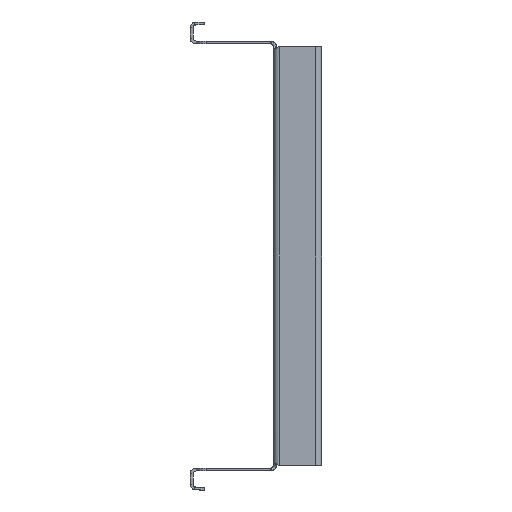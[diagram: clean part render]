
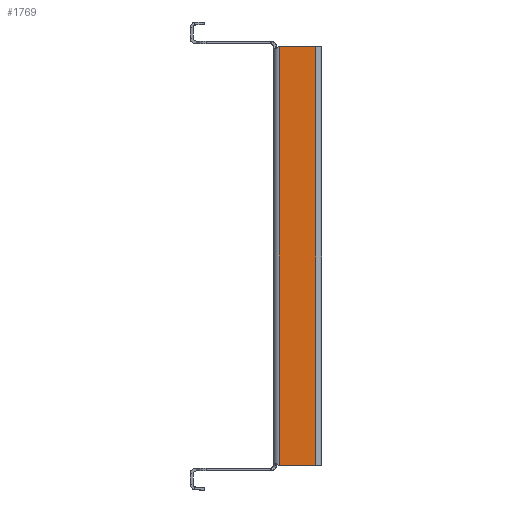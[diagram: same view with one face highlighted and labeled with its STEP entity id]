
A CAD part, left-side view. The second image highlights one B-rep face of the part: STEP entity #1769.
In plain terms, the highlighted planar face has unit normal (-1, 0, 0).
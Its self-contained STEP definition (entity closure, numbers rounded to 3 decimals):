
#313 = VERTEX_POINT ( 'NONE', #6686 ) ;
#1074 = DIRECTION ( 'NONE',  ( 0., 0., -1. ) ) ;
#1477 = CARTESIAN_POINT ( 'NONE',  ( -230., 0., -143. ) ) ;
#1531 = DIRECTION ( 'NONE',  ( 0., 0., 1. ) ) ;
#1589 = EDGE_CURVE ( 'NONE', #313, #2150, #4824, .T. ) ;
#1769 = ADVANCED_FACE ( 'NONE', ( #6272 ), #6958, .T. ) ;
#1787 = AXIS2_PLACEMENT_3D ( 'NONE', #9358, #10262, #6911 ) ;
#2150 = VERTEX_POINT ( 'NONE', #6343 ) ;
#2992 = CARTESIAN_POINT ( 'NONE',  ( -230., -29., 143. ) ) ;
#3161 = LINE ( 'NONE', #1477, #9160 ) ;
#3324 = ORIENTED_EDGE ( 'NONE', *, *, #7490, .T. ) ;
#3468 = EDGE_CURVE ( 'NONE', #2150, #8132, #3161, .T. ) ;
#3499 = ORIENTED_EDGE ( 'NONE', *, *, #1589, .T. ) ;
#3528 = LINE ( 'NONE', #6533, #4860 ) ;
#3666 = VERTEX_POINT ( 'NONE', #2992 ) ;
#4126 = VECTOR ( 'NONE', #1074, 1000. ) ;
#4379 = EDGE_LOOP ( 'NONE', ( #5966, #3324, #5383, #3499 ) ) ;
#4824 = LINE ( 'NONE', #7988, #4126 ) ;
#4860 = VECTOR ( 'NONE', #9791, 1000. ) ;
#5155 = EDGE_CURVE ( 'NONE', #3666, #313, #3528, .T. ) ;
#5299 = CARTESIAN_POINT ( 'NONE',  ( -230., -29., -143. ) ) ;
#5383 = ORIENTED_EDGE ( 'NONE', *, *, #5155, .T. ) ;
#5883 = VECTOR ( 'NONE', #1531, 1000. ) ;
#5966 = ORIENTED_EDGE ( 'NONE', *, *, #3468, .T. ) ;
#6272 = FACE_OUTER_BOUND ( 'NONE', #4379, .T. ) ;
#6343 = CARTESIAN_POINT ( 'NONE',  ( -230., -4., -143. ) ) ;
#6533 = CARTESIAN_POINT ( 'NONE',  ( -230., 0., 143. ) ) ;
#6686 = CARTESIAN_POINT ( 'NONE',  ( -230., -4., 143. ) ) ;
#6911 = DIRECTION ( 'NONE',  ( 0., -1., 0. ) ) ;
#6958 = PLANE ( 'NONE',  #1787 ) ;
#7490 = EDGE_CURVE ( 'NONE', #8132, #3666, #8706, .T. ) ;
#7823 = DIRECTION ( 'NONE',  ( 0., -1., 0. ) ) ;
#7988 = CARTESIAN_POINT ( 'NONE',  ( -230., -4., 0. ) ) ;
#8132 = VERTEX_POINT ( 'NONE', #5299 ) ;
#8650 = CARTESIAN_POINT ( 'NONE',  ( -230., -29., -143. ) ) ;
#8706 = LINE ( 'NONE', #8650, #5883 ) ;
#9160 = VECTOR ( 'NONE', #7823, 1000. ) ;
#9358 = CARTESIAN_POINT ( 'NONE',  ( -230., 0., 0. ) ) ;
#9791 = DIRECTION ( 'NONE',  ( 0., 1., 0. ) ) ;
#10262 = DIRECTION ( 'NONE',  ( -1., 0., 0. ) ) ;
